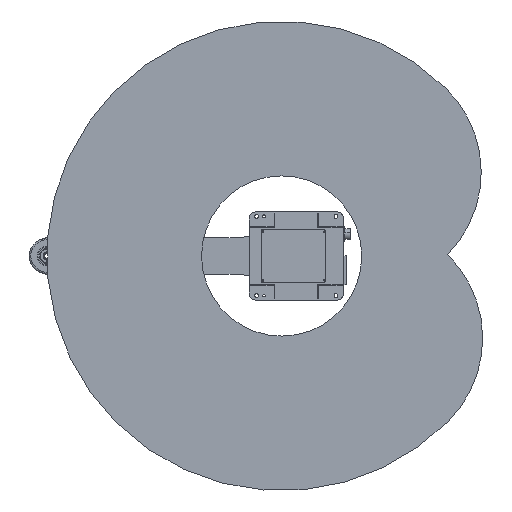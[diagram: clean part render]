
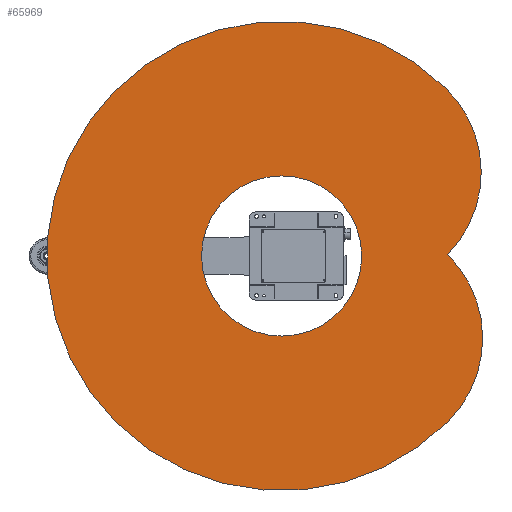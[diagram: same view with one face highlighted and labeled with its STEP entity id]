
A CAD part, front view. The second image highlights one B-rep face of the part: STEP entity #65969.
In plain terms, the highlighted planar face has unit normal (0, -1, 0).
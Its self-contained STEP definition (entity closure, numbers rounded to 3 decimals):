
#325 = VERTEX_POINT ( 'NONE', #70920 ) ;
#1312 = EDGE_CURVE ( 'NONE', #46030, #33646, #50929, .T. ) ;
#2048 = CIRCLE ( 'NONE', #19373, 400. ) ;
#3451 = DIRECTION ( 'NONE',  ( 0., 0., 1. ) ) ;
#4187 = DIRECTION ( 'NONE',  ( 0., 1., 0. ) ) ;
#4734 = VERTEX_POINT ( 'NONE', #60997 ) ;
#4822 = CARTESIAN_POINT ( 'NONE',  ( 0., 0., -565.685 ) ) ;
#6011 = DIRECTION ( 'NONE',  ( 0., 1., 0. ) ) ;
#7050 = DIRECTION ( 'NONE',  ( 0., 0., 1. ) ) ;
#9398 = CARTESIAN_POINT ( 'NONE',  ( 0., 0., 0. ) ) ;
#10078 = DIRECTION ( 'NONE',  ( 0., 0., 1. ) ) ;
#10360 = VERTEX_POINT ( 'NONE', #39359 ) ;
#10770 = ORIENTED_EDGE ( 'NONE', *, *, #61853, .F. ) ;
#12851 = ORIENTED_EDGE ( 'NONE', *, *, #50063, .F. ) ;
#17880 = CIRCLE ( 'NONE', #51380, 400. ) ;
#18195 = EDGE_CURVE ( 'NONE', #18757, #10360, #68908, .T. ) ;
#18429 = ORIENTED_EDGE ( 'NONE', *, *, #1312, .T. ) ;
#18757 = VERTEX_POINT ( 'NONE', #4822 ) ;
#19373 = AXIS2_PLACEMENT_3D ( 'NONE', #34166, #45020, #7050 ) ;
#19404 = AXIS2_PLACEMENT_3D ( 'NONE', #52982, #69959, #3451 ) ;
#19971 = DIRECTION ( 'NONE',  ( 0., 0., 1. ) ) ;
#21838 = ORIENTED_EDGE ( 'NONE', *, *, #61449, .T. ) ;
#27138 = CARTESIAN_POINT ( 'NONE',  ( -565.685, 0., -565.685 ) ) ;
#28340 = EDGE_CURVE ( 'NONE', #4734, #325, #2048, .T. ) ;
#28605 = VERTEX_POINT ( 'NONE', #27138 ) ;
#29789 = EDGE_LOOP ( 'NONE', ( #12851, #59468, #62485, #10770, #55261 ) ) ;
#30954 = DIRECTION ( 'NONE',  ( 0., 0., 1. ) ) ;
#31184 = DIRECTION ( 'NONE',  ( 0., 1., 0. ) ) ;
#31639 = PLANE ( 'NONE',  #19404 ) ;
#32139 = DIRECTION ( 'NONE',  ( 0., 1., 0. ) ) ;
#33275 = DIRECTION ( 'NONE',  ( 0., 1., 0. ) ) ;
#33646 = VERTEX_POINT ( 'NONE', #36024 ) ;
#34166 = CARTESIAN_POINT ( 'NONE',  ( 282.843, 0., -282.843 ) ) ;
#36024 = CARTESIAN_POINT ( 'NONE',  ( 0., 0., 273. ) ) ;
#38032 = DIRECTION ( 'NONE',  ( 0., 1., 0. ) ) ;
#38251 = AXIS2_PLACEMENT_3D ( 'NONE', #9398, #32139, #10078 ) ;
#39359 = CARTESIAN_POINT ( 'NONE',  ( -282.843, 0., -682.843 ) ) ;
#42246 = CARTESIAN_POINT ( 'NONE',  ( 0., 0., -273. ) ) ;
#44907 = CIRCLE ( 'NONE', #54126, 400. ) ;
#45020 = DIRECTION ( 'NONE',  ( 0., 1., 0. ) ) ;
#45880 = AXIS2_PLACEMENT_3D ( 'NONE', #47238, #4187, #30954 ) ;
#46030 = VERTEX_POINT ( 'NONE', #42246 ) ;
#47238 = CARTESIAN_POINT ( 'NONE',  ( -282.843, 0., -282.843 ) ) ;
#48382 = CIRCLE ( 'NONE', #63321, 800. ) ;
#49903 = DIRECTION ( 'NONE',  ( 0., 0., 1. ) ) ;
#50063 = EDGE_CURVE ( 'NONE', #28605, #4734, #48382, .T. ) ;
#50832 = CARTESIAN_POINT ( 'NONE',  ( 0., 0., 0. ) ) ;
#50929 = CIRCLE ( 'NONE', #38251, 273. ) ;
#51380 = AXIS2_PLACEMENT_3D ( 'NONE', #64054, #31184, #19971 ) ;
#52982 = CARTESIAN_POINT ( 'NONE',  ( 0., 0., 0. ) ) ;
#53506 = CARTESIAN_POINT ( 'NONE',  ( 0., 0., 0. ) ) ;
#54126 = AXIS2_PLACEMENT_3D ( 'NONE', #70899, #38032, #65458 ) ;
#55261 = ORIENTED_EDGE ( 'NONE', *, *, #28340, .F. ) ;
#55895 = DIRECTION ( 'NONE',  ( 0., 0., 1. ) ) ;
#58238 = CIRCLE ( 'NONE', #66325, 273. ) ;
#59126 = FACE_BOUND ( 'NONE', #67979, .T. ) ;
#59468 = ORIENTED_EDGE ( 'NONE', *, *, #61194, .F. ) ;
#60997 = CARTESIAN_POINT ( 'NONE',  ( 565.685, 0., -565.685 ) ) ;
#61194 = EDGE_CURVE ( 'NONE', #10360, #28605, #44907, .T. ) ;
#61449 = EDGE_CURVE ( 'NONE', #33646, #46030, #58238, .T. ) ;
#61853 = EDGE_CURVE ( 'NONE', #325, #18757, #17880, .T. ) ;
#62485 = ORIENTED_EDGE ( 'NONE', *, *, #18195, .F. ) ;
#63321 = AXIS2_PLACEMENT_3D ( 'NONE', #53506, #33275, #49903 ) ;
#64054 = CARTESIAN_POINT ( 'NONE',  ( 282.843, 0., -282.843 ) ) ;
#64162 = FACE_OUTER_BOUND ( 'NONE', #29789, .T. ) ;
#65458 = DIRECTION ( 'NONE',  ( 0., 0., 1. ) ) ;
#65969 = ADVANCED_FACE ( 'NONE', ( #64162, #59126 ), #31639, .F. ) ;
#66325 = AXIS2_PLACEMENT_3D ( 'NONE', #50832, #6011, #55895 ) ;
#67979 = EDGE_LOOP ( 'NONE', ( #18429, #21838 ) ) ;
#68908 = CIRCLE ( 'NONE', #45880, 400. ) ;
#69959 = DIRECTION ( 'NONE',  ( 0., 1., 0. ) ) ;
#70899 = CARTESIAN_POINT ( 'NONE',  ( -282.843, 0., -282.843 ) ) ;
#70920 = CARTESIAN_POINT ( 'NONE',  ( 282.843, 0., -682.843 ) ) ;
